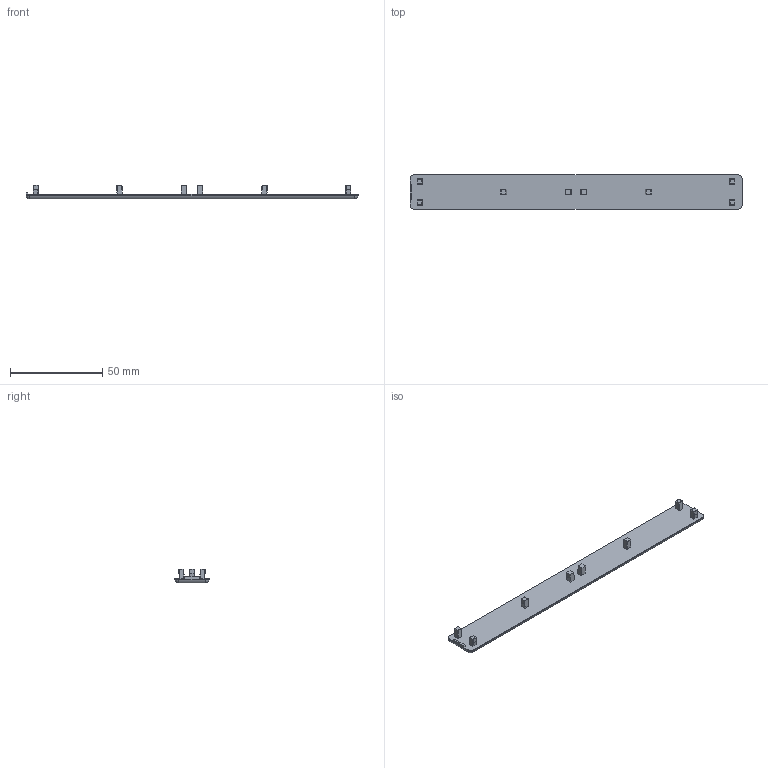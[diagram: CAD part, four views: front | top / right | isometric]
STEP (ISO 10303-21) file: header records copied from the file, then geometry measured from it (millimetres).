
FILE_DESCRIPTION(/* description */ (''),/* implementation_level */ '2;1');
FILE_NAME(/* name */ '221180.stp',/* time_stamp */ '2022-10-05T09:09:02+02:00',/* author */ ('aluteckkpl_am'),/* organization */ (''),/* preprocessor_version */ 'ST-DEVELOPER v18.1',/* originating_system */ 'Autodesk Inventor 2021',/* authorisation */ '');
FILE_SCHEMA (('CONFIG_CONTROL_DESIGN'));
Length unit declared in the file: millimetre
Products named in the file (2): 221180-ZP; 221180
Assembly tree (1 placements, depth 2):
  221180-ZP
    221180
Bounding box: 180 x 18.5 x 7.5 mm (x, y, z)
Volume: 8302.6 mm3; surface area: 7744.9 mm2
Topology: 1 solids, 1 shells, 152 faces, 360 edges, 191 vertices
Faces by surface type: cylinder 67, plane 58, sphere 27
Entity records: 4142 total; most frequent: DIRECTION 765, CARTESIAN_POINT 679, ORIENTED_EDGE 666, EDGE_CURVE 333, AXIS2_PLACEMENT_3D 277, LINE 211, VECTOR 211, VERTEX_POINT 191
